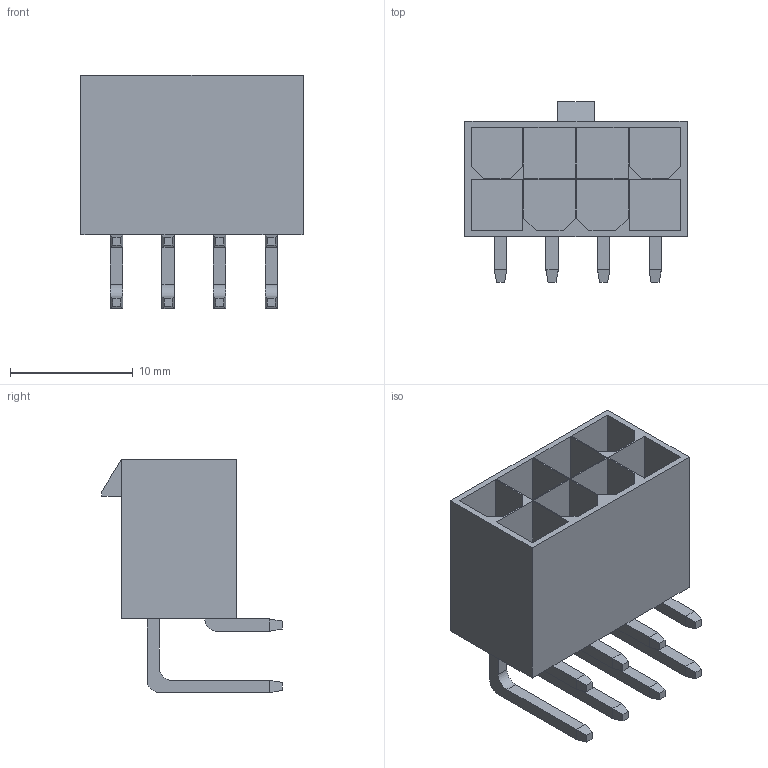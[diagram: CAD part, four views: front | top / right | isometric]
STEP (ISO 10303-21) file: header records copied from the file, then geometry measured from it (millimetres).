
FILE_DESCRIPTION (( 'STEP AP203' ), '1' );
FILE_NAME ('conn2(8 pin).STEP', '2019-12-20T11:46:45', ( '' ), ( '' ), 'SwSTEP 2.0', 'SolidWorks 2016', '' );
FILE_SCHEMA (( 'CONFIG_CONTROL_DESIGN' ));
Length unit declared in the file: millimetre
Products named in the file (1): conn2(8 pin)
Bounding box: 18.1 x 14.7 x 19 mm (x, y, z)
Volume: 680.5 mm3; surface area: 2941 mm2
Topology: 1 solids, 1 shells, 151 faces, 369 edges, 232 vertices
Faces by surface type: plane 139, cylinder 12
Entity records: 4388 total; most frequent: CARTESIAN_POINT 753, ORIENTED_EDGE 738, DIRECTION 697, EDGE_CURVE 369, VECTOR 345, LINE 345, VERTEX_POINT 232, AXIS2_PLACEMENT_3D 176
